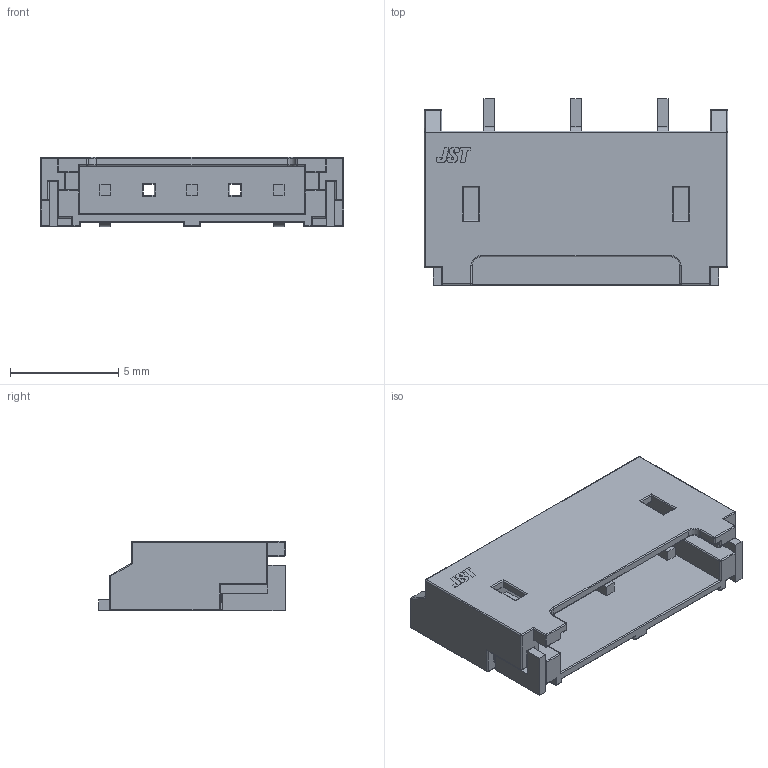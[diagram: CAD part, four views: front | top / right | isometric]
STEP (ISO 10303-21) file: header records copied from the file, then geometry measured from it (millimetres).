
FILE_DESCRIPTION(/* description */ (''),/* implementation_level */ '2;1');
FILE_NAME(/* name */ 'SM03(4.0)B-BHS-1-TB.stp',/* time_stamp */ '2022-11-09T10:11:35+02:00',/* author */ ('khaled'),/* organization */ (''),/* preprocessor_version */ 'ST-DEVELOPER v17',/* originating_system */ 'Autodesk Inventor 2019',/* authorisation */ '');
FILE_SCHEMA (('AUTOMOTIVE_DESIGN { 1 0 10303 214 3 1 1 }'));
Products named in the file (6): SM03(4.0)B-BHS-1-TB; 1; 2; 3; JST; Notch
Assembly tree (5 placements, depth 2):
  SM03(4.0)B-BHS-1-TB
    1
    2
    3
    JST
    Notch
Bounding box: 14 x 8.6 x 3.2 mm (x, y, z)
Volume: 157.7 mm3; surface area: 532.2 mm2
Topology: 13 solids, 13 shells, 459 faces, 1090 edges, 658 vertices
Faces by surface type: plane 175, cylinder 169, bspline 63, sphere 48, torus 4
Entity records: 13751 total; most frequent: CARTESIAN_POINT 3055, ORIENTED_EDGE 2180, DIRECTION 2062, EDGE_CURVE 1090, AXIS2_PLACEMENT_3D 689, LINE 684, VECTOR 684, VERTEX_POINT 658
